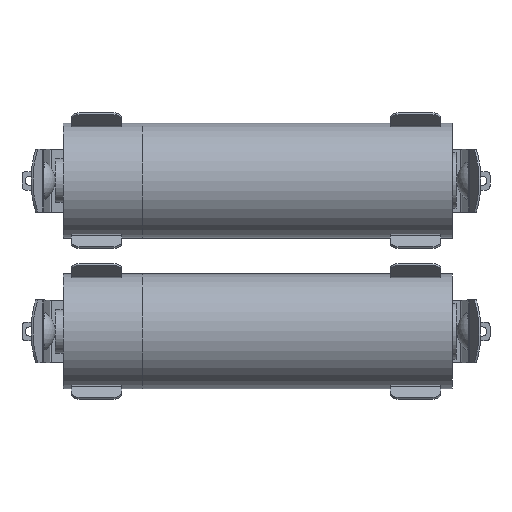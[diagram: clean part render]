
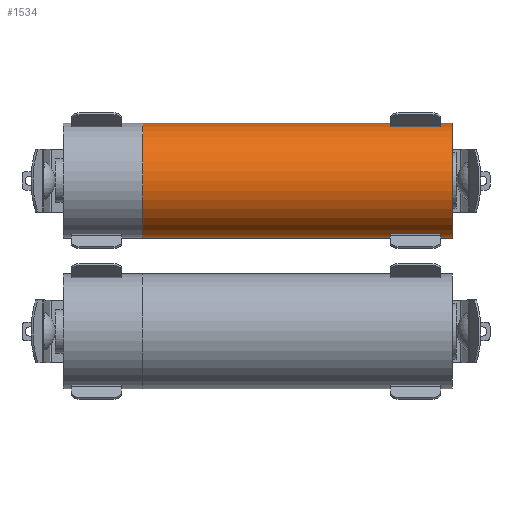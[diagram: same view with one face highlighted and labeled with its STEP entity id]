
A CAD part, top view. The second image highlights one B-rep face of the part: STEP entity #1534.
In plain terms, the highlighted cylindrical face has radius 7.25 mm (diameter 14.5 mm), a full revolution.
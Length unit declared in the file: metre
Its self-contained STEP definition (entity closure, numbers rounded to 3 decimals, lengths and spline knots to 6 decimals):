
#770=ORIENTED_EDGE('',*,*,#993,.T.);
#771=ORIENTED_EDGE('',*,*,#994,.F.);
#993=EDGE_CURVE('',#1139,#1139,#1225,.T.);
#994=EDGE_CURVE('',#1140,#1140,#1226,.T.);
#1139=VERTEX_POINT('',#2694);
#1140=VERTEX_POINT('',#2696);
#1225=CIRCLE('',#1766,0.00725);
#1226=CIRCLE('',#1767,0.00725);
#1312=EDGE_LOOP('',(#770));
#1313=EDGE_LOOP('',(#771));
#1406=FACE_BOUND('',#1312,.T.);
#1407=FACE_BOUND('',#1313,.T.);
#1457=CYLINDRICAL_SURFACE('',#1765,0.00725);
#1534=ADVANCED_FACE('',(#1406,#1407),#1457,.T.);
#1765=AXIS2_PLACEMENT_3D('',#2692,#2226,#2227);
#1766=AXIS2_PLACEMENT_3D('',#2693,#2228,#2229);
#1767=AXIS2_PLACEMENT_3D('',#2695,#2230,#2231);
#2226=DIRECTION('',(-1.,0.,0.));
#2227=DIRECTION('',(0.,0.,1.));
#2228=DIRECTION('',(-1.,0.,0.));
#2229=DIRECTION('',(0.,0.,1.));
#2230=DIRECTION('',(-1.,0.,0.));
#2231=DIRECTION('',(0.,0.,1.));
#2692=CARTESIAN_POINT('',(0.02525,0.,0.));
#2693=CARTESIAN_POINT('',(0.05,0.,0.));
#2694=CARTESIAN_POINT('',(0.05,0.,0.00725));
#2695=CARTESIAN_POINT('',(0.011,0.,0.));
#2696=CARTESIAN_POINT('',(0.011,0.,0.00725));
